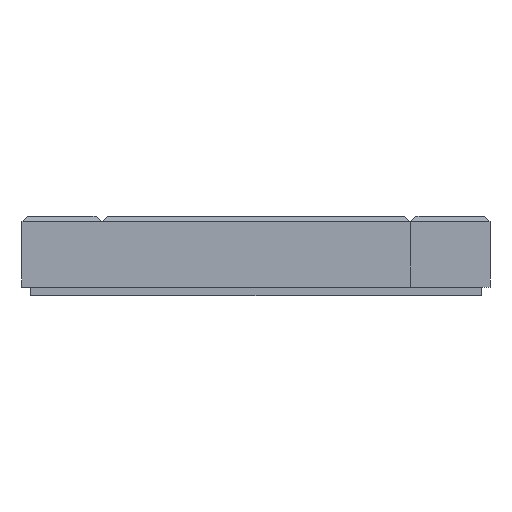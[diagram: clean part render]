
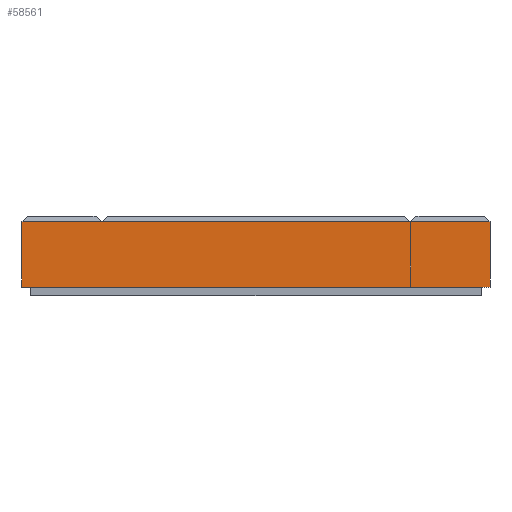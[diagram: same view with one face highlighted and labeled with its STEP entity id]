
A CAD part, front view. The second image highlights one B-rep face of the part: STEP entity #58561.
In plain terms, the highlighted planar face has unit normal (0, -1, 0).
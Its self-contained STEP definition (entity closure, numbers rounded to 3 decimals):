
#1933=FACE_OUTER_BOUND('',#5624,.T.);
#5624=EDGE_LOOP('',(#43490,#43491,#43492,#43493,#43494,#43495,#43496,#43497,
#43498,#43499));
#9704=LINE('',#83326,#17794);
#11713=LINE('',#87347,#19803);
#11716=LINE('',#87352,#19806);
#11738=LINE('',#87394,#19828);
#11742=LINE('',#87403,#19832);
#12294=LINE('',#88508,#20384);
#12295=LINE('',#88510,#20385);
#12296=LINE('',#88512,#20386);
#12297=LINE('',#88513,#20387);
#12298=LINE('',#88514,#20388);
#17794=VECTOR('',#66750,10.);
#19803=VECTOR('',#70363,10.);
#19806=VECTOR('',#70368,10.);
#19828=VECTOR('',#70404,10.);
#19832=VECTOR('',#70414,10.);
#20384=VECTOR('',#71570,10.);
#20385=VECTOR('',#71571,10.);
#20386=VECTOR('',#71572,10.);
#20387=VECTOR('',#71573,10.);
#20388=VECTOR('',#71574,10.);
#25882=VERTEX_POINT('',#83320);
#25884=VERTEX_POINT('',#83324);
#27093=VERTEX_POINT('',#87345);
#27094=VERTEX_POINT('',#87346);
#27095=VERTEX_POINT('',#87351);
#27107=VERTEX_POINT('',#87386);
#27110=VERTEX_POINT('',#87402);
#27361=VERTEX_POINT('',#88507);
#27362=VERTEX_POINT('',#88509);
#27363=VERTEX_POINT('',#88511);
#30738=EDGE_CURVE('',#25884,#25882,#9704,.T.);
#32747=EDGE_CURVE('',#27093,#27094,#11713,.T.);
#32750=EDGE_CURVE('',#25882,#27095,#11716,.T.);
#32772=EDGE_CURVE('',#27095,#27107,#11738,.T.);
#32776=EDGE_CURVE('',#27110,#27107,#11742,.T.);
#33328=EDGE_CURVE('',#25884,#27361,#12294,.T.);
#33329=EDGE_CURVE('',#27362,#27361,#12295,.T.);
#33330=EDGE_CURVE('',#27363,#27362,#12296,.T.);
#33331=EDGE_CURVE('',#27094,#27363,#12297,.T.);
#33332=EDGE_CURVE('',#27093,#27110,#12298,.T.);
#43490=ORIENTED_EDGE('',*,*,#32776,.T.);
#43491=ORIENTED_EDGE('',*,*,#32772,.F.);
#43492=ORIENTED_EDGE('',*,*,#32750,.F.);
#43493=ORIENTED_EDGE('',*,*,#30738,.F.);
#43494=ORIENTED_EDGE('',*,*,#33328,.T.);
#43495=ORIENTED_EDGE('',*,*,#33329,.F.);
#43496=ORIENTED_EDGE('',*,*,#33330,.F.);
#43497=ORIENTED_EDGE('',*,*,#33331,.F.);
#43498=ORIENTED_EDGE('',*,*,#32747,.F.);
#43499=ORIENTED_EDGE('',*,*,#33332,.T.);
#54920=PLANE('',#62217);
#58561=ADVANCED_FACE('',(#1933),#54920,.T.);
#62217=AXIS2_PLACEMENT_3D('',#88506,#71568,#71569);
#66750=DIRECTION('',(1.,0.,0.));
#70363=DIRECTION('',(0.,0.,1.));
#70368=DIRECTION('',(0.,0.,1.));
#70404=DIRECTION('',(1.,0.,0.));
#70414=DIRECTION('',(0.,0.,1.));
#71568=DIRECTION('center_axis',(0.,-1.,0.));
#71569=DIRECTION('ref_axis',(1.,0.,0.));
#71570=DIRECTION('',(0.,0.,1.));
#71571=DIRECTION('',(1.,0.,0.));
#71572=DIRECTION('',(1.,0.,0.));
#71573=DIRECTION('',(1.,0.,0.));
#71574=DIRECTION('',(1.,0.,0.));
#83320=CARTESIAN_POINT('',(18.2,-41.,0.1));
#83324=CARTESIAN_POINT('',(18.1,-41.,0.1));
#83326=CARTESIAN_POINT('',(-27.5,-41.,0.1));
#87345=CARTESIAN_POINT('',(-27.5,-41.,0.));
#87346=CARTESIAN_POINT('',(-27.5,-41.,7.7));
#87347=CARTESIAN_POINT('',(-27.5,-41.,0.));
#87351=CARTESIAN_POINT('',(18.2,-41.,7.7));
#87352=CARTESIAN_POINT('',(18.2,-41.,0.));
#87386=CARTESIAN_POINT('',(27.5,-41.,7.7));
#87394=CARTESIAN_POINT('',(20.525,-41.,7.7));
#87402=CARTESIAN_POINT('',(27.5,-41.,0.));
#87403=CARTESIAN_POINT('',(27.5,-41.,0.));
#88506=CARTESIAN_POINT('Origin',(18.2,-41.,0.));
#88507=CARTESIAN_POINT('',(18.1,-41.,7.7));
#88508=CARTESIAN_POINT('',(18.1,-41.,0.));
#88509=CARTESIAN_POINT('',(-18.1,-41.,7.7));
#88510=CARTESIAN_POINT('',(-9.05,-41.,7.7));
#88511=CARTESIAN_POINT('',(-18.2,-41.,7.7));
#88512=CARTESIAN_POINT('',(-27.5,-41.,7.7));
#88513=CARTESIAN_POINT('',(-25.175,-41.,7.7));
#88514=CARTESIAN_POINT('',(-27.5,-41.,0.));
